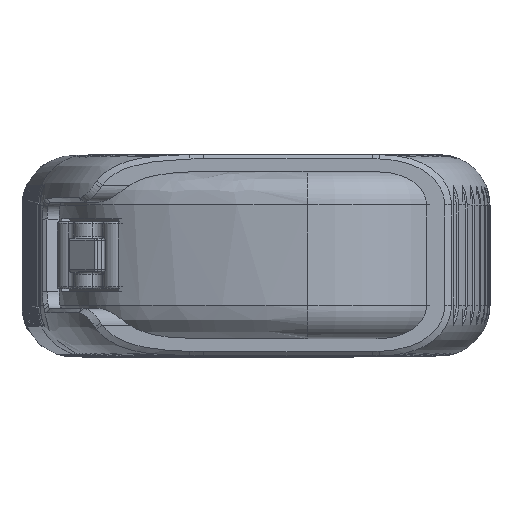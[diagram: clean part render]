
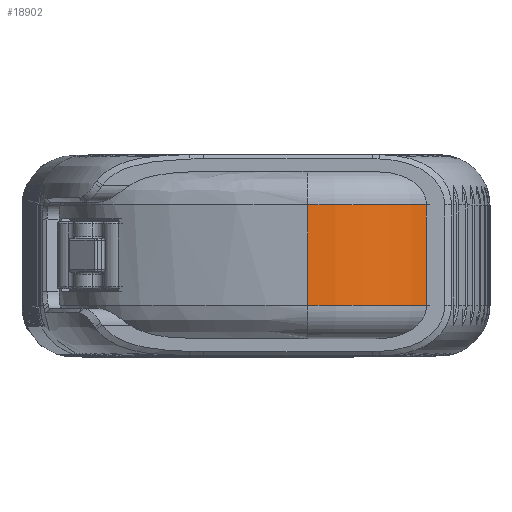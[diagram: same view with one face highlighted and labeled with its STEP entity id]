
A CAD part, top view. The second image highlights one B-rep face of the part: STEP entity #18902.
In plain terms, the highlighted cylindrical face has radius 19.943 mm (diameter 39.886 mm), a partial arc.
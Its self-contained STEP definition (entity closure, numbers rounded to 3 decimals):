
#191=CYLINDRICAL_SURFACE('',#20137,19.943);
#546=CIRCLE('',#20127,19.943);
#553=CIRCLE('',#20138,19.943);
#1804=FACE_OUTER_BOUND('',#2845,.T.);
#2845=EDGE_LOOP('',(#16643,#16644,#16645,#16646));
#3911=LINE('',#48837,#4891);
#3912=LINE('',#48841,#4892);
#4891=VECTOR('',#23570,10.);
#4892=VECTOR('',#23575,10.);
#8199=VERTEX_POINT('',#48156);
#8200=VERTEX_POINT('',#48157);
#8213=VERTEX_POINT('',#48801);
#8214=VERTEX_POINT('',#48839);
#11042=EDGE_CURVE('',#8199,#8200,#546,.T.);
#11064=EDGE_CURVE('',#8213,#8200,#3911,.T.);
#11065=EDGE_CURVE('',#8213,#8214,#553,.T.);
#11066=EDGE_CURVE('',#8214,#8199,#3912,.T.);
#16643=ORIENTED_EDGE('',*,*,#11042,.T.);
#16644=ORIENTED_EDGE('',*,*,#11064,.F.);
#16645=ORIENTED_EDGE('',*,*,#11065,.T.);
#16646=ORIENTED_EDGE('',*,*,#11066,.T.);
#18902=ADVANCED_FACE('',(#1804),#191,.T.);
#20127=AXIS2_PLACEMENT_3D('',#48158,#23543,#23544);
#20137=AXIS2_PLACEMENT_3D('',#48838,#23571,#23572);
#20138=AXIS2_PLACEMENT_3D('',#48840,#23573,#23574);
#23543=DIRECTION('center_axis',(0.,1.,0.));
#23544=DIRECTION('ref_axis',(0.888,0.,0.46));
#23570=DIRECTION('',(0.,-1.,0.));
#23571=DIRECTION('center_axis',(0.,1.,0.));
#23572=DIRECTION('ref_axis',(0.009,0.,1.));
#23573=DIRECTION('center_axis',(0.,-1.,0.));
#23574=DIRECTION('ref_axis',(0.888,0.,0.46));
#23575=DIRECTION('',(0.,-1.,0.));
#48156=CARTESIAN_POINT('',(13.009,18.,64.819));
#48157=CARTESIAN_POINT('',(29.225,18.,33.536));
#48158=CARTESIAN_POINT('Origin',(12.821,18.,44.877));
#48801=CARTESIAN_POINT('',(29.225,30.,33.536));
#48837=CARTESIAN_POINT('',(29.225,24.,33.536));
#48838=CARTESIAN_POINT('Origin',(12.821,24.,44.877));
#48839=CARTESIAN_POINT('',(13.009,30.,64.819));
#48840=CARTESIAN_POINT('Origin',(12.821,30.,44.877));
#48841=CARTESIAN_POINT('',(13.009,24.,64.819));
